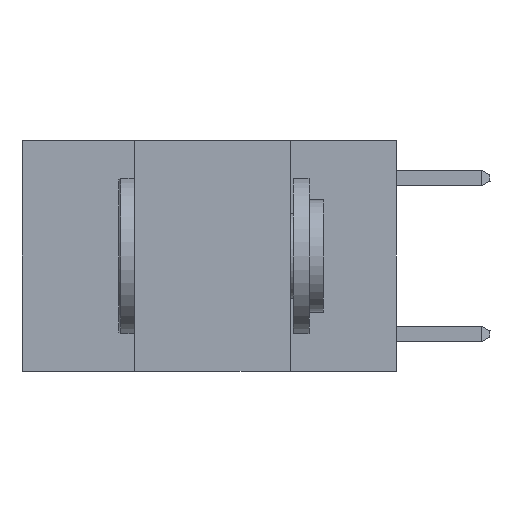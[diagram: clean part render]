
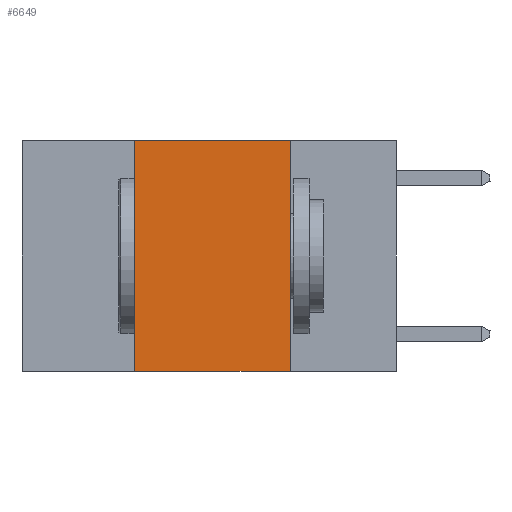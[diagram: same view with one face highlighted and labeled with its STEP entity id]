
A CAD part, left-side view. The second image highlights one B-rep face of the part: STEP entity #6649.
In plain terms, the highlighted planar face has unit normal (-1, 0, 0).
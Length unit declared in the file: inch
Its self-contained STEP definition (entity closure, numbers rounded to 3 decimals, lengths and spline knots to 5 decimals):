
#101 = LINE ( 'NONE', #5305, #19558 ) ;
#1892 = PLANE ( 'NONE',  #25464 ) ;
#3532 = EDGE_CURVE ( 'NONE', #17085, #27432, #16895, .T. ) ;
#4085 = VECTOR ( 'NONE', #15368, 39.37008 ) ;
#4490 = DIRECTION ( 'NONE',  ( 1., 0., 0. ) ) ;
#5305 = CARTESIAN_POINT ( 'NONE',  ( 0., 0.17, 0. ) ) ;
#5957 = CARTESIAN_POINT ( 'NONE',  ( 0., 0.17, -0.37 ) ) ;
#6649 = ADVANCED_FACE ( 'NONE', ( #30170 ), #1892, .F. ) ;
#7832 = DIRECTION ( 'NONE',  ( 0., 0., -1. ) ) ;
#10259 = VECTOR ( 'NONE', #22240, 39.37008 ) ;
#11267 = EDGE_CURVE ( 'NONE', #19121, #21128, #23388, .T. ) ;
#12168 = CARTESIAN_POINT ( 'NONE',  ( 0., 0.42, 0. ) ) ;
#14661 = CARTESIAN_POINT ( 'NONE',  ( 0., 0.6, -0.37 ) ) ;
#15368 = DIRECTION ( 'NONE',  ( 0., -1., 0. ) ) ;
#15863 = CARTESIAN_POINT ( 'NONE',  ( 0., 0.42, 0. ) ) ;
#16895 = LINE ( 'NONE', #14661, #10259 ) ;
#17085 = VERTEX_POINT ( 'NONE', #24175 ) ;
#19121 = VERTEX_POINT ( 'NONE', #15863 ) ;
#19558 = VECTOR ( 'NONE', #7832, 39.37008 ) ;
#21128 = VERTEX_POINT ( 'NONE', #30655 ) ;
#21692 = EDGE_LOOP ( 'NONE', ( #23925, #23986, #24084, #24728 ) ) ;
#22138 = DIRECTION ( 'NONE',  ( 0., 0., -1. ) ) ;
#22240 = DIRECTION ( 'NONE',  ( 0., -1., 0. ) ) ;
#23388 = LINE ( 'NONE', #30179, #4085 ) ;
#23925 = ORIENTED_EDGE ( 'NONE', *, *, #24301, .F. ) ;
#23986 = ORIENTED_EDGE ( 'NONE', *, *, #11267, .F. ) ;
#24084 = ORIENTED_EDGE ( 'NONE', *, *, #31394, .F. ) ;
#24175 = CARTESIAN_POINT ( 'NONE',  ( 0., 0.42, -0.37 ) ) ;
#24301 = EDGE_CURVE ( 'NONE', #21128, #27432, #101, .T. ) ;
#24728 = ORIENTED_EDGE ( 'NONE', *, *, #3532, .T. ) ;
#25464 = AXIS2_PLACEMENT_3D ( 'NONE', #29401, #4490, #22138 ) ;
#25493 = VECTOR ( 'NONE', #27061, 39.37008 ) ;
#27061 = DIRECTION ( 'NONE',  ( 0., 0., 1. ) ) ;
#27432 = VERTEX_POINT ( 'NONE', #5957 ) ;
#29401 = CARTESIAN_POINT ( 'NONE',  ( 0., 0.6, 0. ) ) ;
#30170 = FACE_OUTER_BOUND ( 'NONE', #21692, .T. ) ;
#30179 = CARTESIAN_POINT ( 'NONE',  ( 0., 0.6, 0. ) ) ;
#30655 = CARTESIAN_POINT ( 'NONE',  ( 0., 0.17, 0. ) ) ;
#31394 = EDGE_CURVE ( 'NONE', #17085, #19121, #31885, .T. ) ;
#31885 = LINE ( 'NONE', #12168, #25493 ) ;
